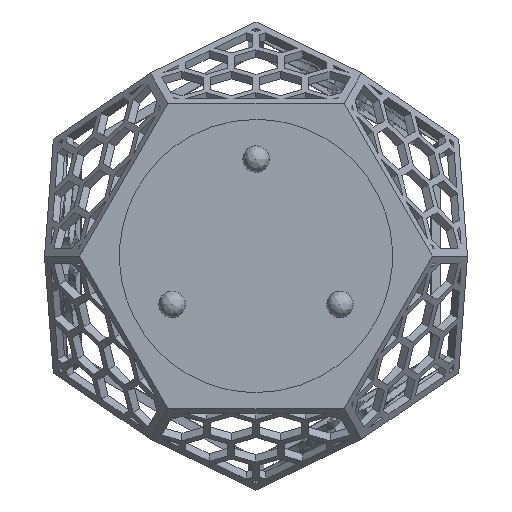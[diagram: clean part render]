
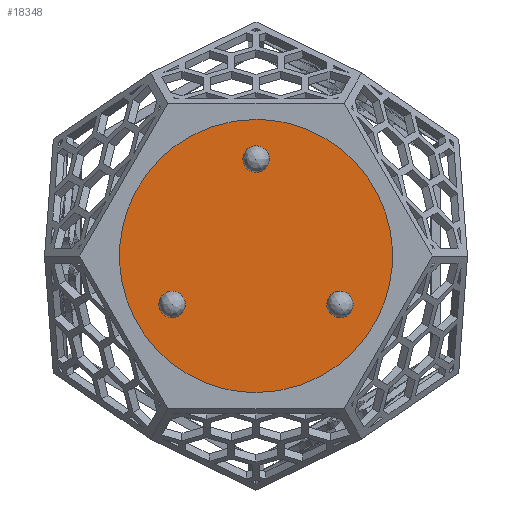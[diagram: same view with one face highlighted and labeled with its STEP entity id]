
A CAD part, front view. The second image highlights one B-rep face of the part: STEP entity #18348.
In plain terms, the highlighted free-form (B-spline) face has degree [1, 1] with [2, 2] control points.
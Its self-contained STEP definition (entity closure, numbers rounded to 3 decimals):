
#1557 = EDGE_CURVE('',#1558,#1560,#1562,.T.);
#1558 = VERTEX_POINT('',#1559);
#1559 = CARTESIAN_POINT('',(0.,-3.864,
    -59.897));
#1560 = VERTEX_POINT('',#1561);
#1561 = CARTESIAN_POINT('',(0.,-3.864,
    59.897));
#1562 = ( BOUNDED_CURVE() B_SPLINE_CURVE(2,(#1563,#1564,#1565,#1566,
#1567),.UNSPECIFIED.,.F.,.F.) B_SPLINE_CURVE_WITH_KNOTS((3,2,3),(0.,
1.571,3.142),.PIECEWISE_BEZIER_KNOTS.) CURVE() 
GEOMETRIC_REPRESENTATION_ITEM() RATIONAL_B_SPLINE_CURVE((1.,
0.707,1.,0.707,1.)) REPRESENTATION_ITEM('') );
#1563 = CARTESIAN_POINT('',(0.,-3.864,
    -59.897));
#1564 = CARTESIAN_POINT('',(59.897,-3.864,
    -59.897));
#1565 = CARTESIAN_POINT('',(59.897,-3.864,
    0.));
#1566 = CARTESIAN_POINT('',(59.897,-3.864,
    59.897));
#1567 = CARTESIAN_POINT('',(0.,-3.864,
    59.897));
#18328 = EDGE_CURVE('',#1560,#1558,#18329,.T.);
#18329 = ( BOUNDED_CURVE() B_SPLINE_CURVE(2,(#18330,#18331,#18332,#18333
,#18334),.UNSPECIFIED.,.F.,.F.) B_SPLINE_CURVE_WITH_KNOTS((3,2,3),(
    3.142,4.712,6.283),
.PIECEWISE_BEZIER_KNOTS.) CURVE() GEOMETRIC_REPRESENTATION_ITEM() 
RATIONAL_B_SPLINE_CURVE((1.,0.707,1.,0.707,1.)) 
REPRESENTATION_ITEM('') );
#18330 = CARTESIAN_POINT('',(0.,-3.864,
    59.897));
#18331 = CARTESIAN_POINT('',(-59.897,-3.864,
    59.897));
#18332 = CARTESIAN_POINT('',(-59.897,-3.864,
    0.));
#18333 = CARTESIAN_POINT('',(-59.897,-3.864,
    -59.897));
#18334 = CARTESIAN_POINT('',(0.,-3.864,
    -59.897));
#18348 = ADVANCED_FACE('',(#18349,#18379,#18407,#18435),#18439,.T.);
#18349 = FACE_BOUND('',#18350,.T.);
#18350 = EDGE_LOOP('',(#18351,#18363,#18371));
#18351 = ORIENTED_EDGE('',*,*,#18352,.F.);
#18352 = EDGE_CURVE('',#18353,#18355,#18357,.T.);
#18353 = VERTEX_POINT('',#18354);
#18354 = CARTESIAN_POINT('',(36.812,-3.864,
    -27.05));
#18355 = VERTEX_POINT('',#18356);
#18356 = CARTESIAN_POINT('',(36.812,-3.864,
    -15.457));
#18357 = ( BOUNDED_CURVE() B_SPLINE_CURVE(2,(#18358,#18359,#18360,#18361
,#18362),.UNSPECIFIED.,.F.,.F.) B_SPLINE_CURVE_WITH_KNOTS((3,2,3),(0.,
1.571,3.142),.PIECEWISE_BEZIER_KNOTS.) CURVE() 
GEOMETRIC_REPRESENTATION_ITEM() RATIONAL_B_SPLINE_CURVE((1.,
0.707,1.,0.707,1.)) REPRESENTATION_ITEM('') );
#18358 = CARTESIAN_POINT('',(36.812,-3.864,
    -27.05));
#18359 = CARTESIAN_POINT('',(42.609,-3.864,
    -27.05));
#18360 = CARTESIAN_POINT('',(42.609,-3.864,
    -21.254));
#18361 = CARTESIAN_POINT('',(42.609,-3.864,
    -15.457));
#18362 = CARTESIAN_POINT('',(36.812,-3.864,
    -15.457));
#18363 = ORIENTED_EDGE('',*,*,#18364,.F.);
#18364 = EDGE_CURVE('',#18365,#18353,#18367,.T.);
#18365 = VERTEX_POINT('',#18366);
#18366 = CARTESIAN_POINT('',(33.914,-3.864,
    -26.273));
#18367 = ( BOUNDED_CURVE() B_SPLINE_CURVE(2,(#18368,#18369,#18370),
.UNSPECIFIED.,.F.,.F.) B_SPLINE_CURVE_WITH_KNOTS((3,3),(5.76,
6.283),.PIECEWISE_BEZIER_KNOTS.) CURVE() 
GEOMETRIC_REPRESENTATION_ITEM() RATIONAL_B_SPLINE_CURVE((1.,
0.966,1.)) REPRESENTATION_ITEM('') );
#18368 = CARTESIAN_POINT('',(33.914,-3.864,
    -26.273));
#18369 = CARTESIAN_POINT('',(35.259,-3.864,
    -27.05));
#18370 = CARTESIAN_POINT('',(36.812,-3.864,
    -27.05));
#18371 = ORIENTED_EDGE('',*,*,#18372,.F.);
#18372 = EDGE_CURVE('',#18355,#18365,#18373,.T.);
#18373 = ( BOUNDED_CURVE() B_SPLINE_CURVE(2,(#18374,#18375,#18376,#18377
,#18378),.UNSPECIFIED.,.F.,.F.) B_SPLINE_CURVE_WITH_KNOTS((3,2,3),(
    3.142,4.451,5.76),
.PIECEWISE_BEZIER_KNOTS.) CURVE() GEOMETRIC_REPRESENTATION_ITEM() 
RATIONAL_B_SPLINE_CURVE((1.,0.793,1.,0.793,1.)) 
REPRESENTATION_ITEM('') );
#18374 = CARTESIAN_POINT('',(36.812,-3.864,
    -15.457));
#18375 = CARTESIAN_POINT('',(32.365,-3.864,
    -15.457));
#18376 = CARTESIAN_POINT('',(31.213,-3.864,
    -19.753));
#18377 = CARTESIAN_POINT('',(30.062,-3.864,
    -24.05));
#18378 = CARTESIAN_POINT('',(33.914,-3.864,
    -26.273));
#18379 = FACE_BOUND('',#18380,.T.);
#18380 = EDGE_LOOP('',(#18381,#18393,#18401));
#18381 = ORIENTED_EDGE('',*,*,#18382,.F.);
#18382 = EDGE_CURVE('',#18383,#18385,#18387,.T.);
#18383 = VERTEX_POINT('',#18384);
#18384 = CARTESIAN_POINT('',(-36.812,-3.864,
    -27.05));
#18385 = VERTEX_POINT('',#18386);
#18386 = CARTESIAN_POINT('',(-36.812,-3.864,
    -15.457));
#18387 = ( BOUNDED_CURVE() B_SPLINE_CURVE(2,(#18388,#18389,#18390,#18391
,#18392),.UNSPECIFIED.,.F.,.F.) B_SPLINE_CURVE_WITH_KNOTS((3,2,3),(0.,
1.571,3.142),.PIECEWISE_BEZIER_KNOTS.) CURVE() 
GEOMETRIC_REPRESENTATION_ITEM() RATIONAL_B_SPLINE_CURVE((1.,
0.707,1.,0.707,1.)) REPRESENTATION_ITEM('') );
#18388 = CARTESIAN_POINT('',(-36.812,-3.864,
    -27.05));
#18389 = CARTESIAN_POINT('',(-31.016,-3.864,
    -27.05));
#18390 = CARTESIAN_POINT('',(-31.016,-3.864,
    -21.254));
#18391 = CARTESIAN_POINT('',(-31.016,-3.864,
    -15.457));
#18392 = CARTESIAN_POINT('',(-36.812,-3.864,
    -15.457));
#18393 = ORIENTED_EDGE('',*,*,#18394,.F.);
#18394 = EDGE_CURVE('',#18395,#18383,#18397,.T.);
#18395 = VERTEX_POINT('',#18396);
#18396 = CARTESIAN_POINT('',(-39.711,-3.864,
    -16.234));
#18397 = ( BOUNDED_CURVE() B_SPLINE_CURVE(2,(#18398,#18399,#18400),
.UNSPECIFIED.,.F.,.F.) B_SPLINE_CURVE_WITH_KNOTS((3,3),(3.665,
6.283),.PIECEWISE_BEZIER_KNOTS.) CURVE() 
GEOMETRIC_REPRESENTATION_ITEM() RATIONAL_B_SPLINE_CURVE((1.,
0.259,1.)) REPRESENTATION_ITEM('') );
#18398 = CARTESIAN_POINT('',(-39.711,-3.864,
    -16.234));
#18399 = CARTESIAN_POINT('',(-58.445,-3.864,
    -27.05));
#18400 = CARTESIAN_POINT('',(-36.812,-3.864,
    -27.05));
#18401 = ORIENTED_EDGE('',*,*,#18402,.F.);
#18402 = EDGE_CURVE('',#18385,#18395,#18403,.T.);
#18403 = ( BOUNDED_CURVE() B_SPLINE_CURVE(2,(#18404,#18405,#18406),
.UNSPECIFIED.,.F.,.F.) B_SPLINE_CURVE_WITH_KNOTS((3,3),(3.142,
3.665),.PIECEWISE_BEZIER_KNOTS.) CURVE() 
GEOMETRIC_REPRESENTATION_ITEM() RATIONAL_B_SPLINE_CURVE((1.,
0.966,1.)) REPRESENTATION_ITEM('') );
#18404 = CARTESIAN_POINT('',(-36.812,-3.864,
    -15.457));
#18405 = CARTESIAN_POINT('',(-38.366,-3.864,
    -15.457));
#18406 = CARTESIAN_POINT('',(-39.711,-3.864,
    -16.234));
#18407 = FACE_BOUND('',#18408,.T.);
#18408 = EDGE_LOOP('',(#18409,#18419,#18429));
#18409 = ORIENTED_EDGE('',*,*,#18410,.F.);
#18410 = EDGE_CURVE('',#18411,#18413,#18415,.T.);
#18411 = VERTEX_POINT('',#18412);
#18412 = CARTESIAN_POINT('',(0.,-3.864,
    36.711));
#18413 = VERTEX_POINT('',#18414);
#18414 = CARTESIAN_POINT('',(5.796,-3.864,
    42.507));
#18415 = ( BOUNDED_CURVE() B_SPLINE_CURVE(2,(#18416,#18417,#18418),
.UNSPECIFIED.,.F.,.F.) B_SPLINE_CURVE_WITH_KNOTS((3,3),(0.,
1.571),.PIECEWISE_BEZIER_KNOTS.) CURVE() 
GEOMETRIC_REPRESENTATION_ITEM() RATIONAL_B_SPLINE_CURVE((1.,
0.707,1.)) REPRESENTATION_ITEM('') );
#18416 = CARTESIAN_POINT('',(0.,-3.864,
    36.711));
#18417 = CARTESIAN_POINT('',(5.796,-3.864,
    36.711));
#18418 = CARTESIAN_POINT('',(5.796,-3.864,
    42.507));
#18419 = ORIENTED_EDGE('',*,*,#18420,.F.);
#18420 = EDGE_CURVE('',#18421,#18411,#18423,.T.);
#18421 = VERTEX_POINT('',#18422);
#18422 = CARTESIAN_POINT('',(0.,-3.864,
    48.304));
#18423 = ( BOUNDED_CURVE() B_SPLINE_CURVE(2,(#18424,#18425,#18426,#18427
,#18428),.UNSPECIFIED.,.F.,.F.) B_SPLINE_CURVE_WITH_KNOTS((3,2,3),(
    3.142,4.712,6.283),
.PIECEWISE_BEZIER_KNOTS.) CURVE() GEOMETRIC_REPRESENTATION_ITEM() 
RATIONAL_B_SPLINE_CURVE((1.,0.707,1.,0.707,1.)) 
REPRESENTATION_ITEM('') );
#18424 = CARTESIAN_POINT('',(0.,-3.864,
    48.304));
#18425 = CARTESIAN_POINT('',(-5.796,-3.864,
    48.304));
#18426 = CARTESIAN_POINT('',(-5.796,-3.864,
    42.507));
#18427 = CARTESIAN_POINT('',(-5.796,-3.864,
    36.711));
#18428 = CARTESIAN_POINT('',(0.,-3.864,
    36.711));
#18429 = ORIENTED_EDGE('',*,*,#18430,.F.);
#18430 = EDGE_CURVE('',#18413,#18421,#18431,.T.);
#18431 = ( BOUNDED_CURVE() B_SPLINE_CURVE(2,(#18432,#18433,#18434),
.UNSPECIFIED.,.F.,.F.) B_SPLINE_CURVE_WITH_KNOTS((3,3),(1.571,
3.142),.PIECEWISE_BEZIER_KNOTS.) CURVE() 
GEOMETRIC_REPRESENTATION_ITEM() RATIONAL_B_SPLINE_CURVE((1.,
0.707,1.)) REPRESENTATION_ITEM('') );
#18432 = CARTESIAN_POINT('',(5.796,-3.864,
    42.507));
#18433 = CARTESIAN_POINT('',(5.796,-3.864,
    48.304));
#18434 = CARTESIAN_POINT('',(0.,-3.864,
    48.304));
#18435 = FACE_BOUND('',#18436,.T.);
#18436 = EDGE_LOOP('',(#18437,#18438));
#18437 = ORIENTED_EDGE('',*,*,#18328,.T.);
#18438 = ORIENTED_EDGE('',*,*,#1557,.T.);
#18439 = B_SPLINE_SURFACE_WITH_KNOTS('',1,1,(
    (#18440,#18441)
    ,(#18442,#18443
    )),.UNSPECIFIED.,.F.,.F.,.F.,(2,2),(2,2),(-49.213,49.213),(
    -49.213,49.213),.PIECEWISE_BEZIER_KNOTS.);
#18440 = CARTESIAN_POINT('',(-59.897,-3.864,
    59.897));
#18441 = CARTESIAN_POINT('',(59.897,-3.864,
    59.897));
#18442 = CARTESIAN_POINT('',(-59.897,-3.864,
    -59.897));
#18443 = CARTESIAN_POINT('',(59.897,-3.864,
    -59.897));
